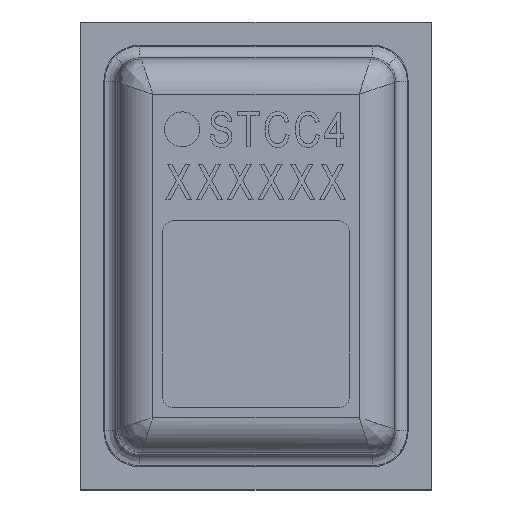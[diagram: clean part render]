
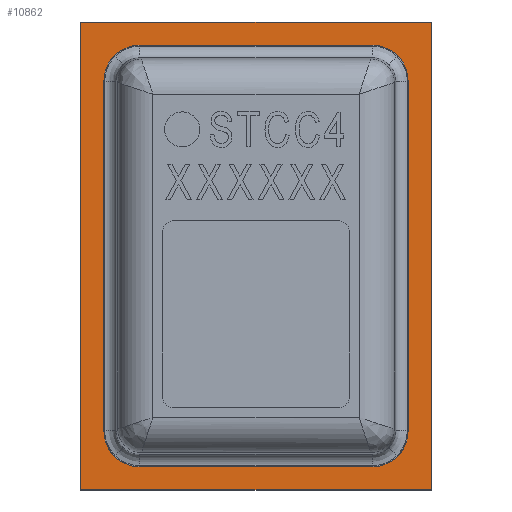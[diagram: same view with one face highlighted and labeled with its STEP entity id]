
A CAD part, top view. The second image highlights one B-rep face of the part: STEP entity #10862.
In plain terms, the highlighted planar face has unit normal (0, 0, 1).
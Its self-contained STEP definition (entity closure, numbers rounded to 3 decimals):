
#68 = VECTOR ( 'NONE', #1259, 1000. ) ;
#890 = DIRECTION ( 'NONE',  ( 0., 0., -1. ) ) ;
#1259 = DIRECTION ( 'NONE',  ( 1., 0., 0. ) ) ;
#1419 = EDGE_CURVE ( 'NONE', #5645, #4011, #5891, .T. ) ;
#1623 = DIRECTION ( 'NONE',  ( 0., -1., 0. ) ) ;
#2104 = ORIENTED_EDGE ( 'NONE', *, *, #18450, .T. ) ;
#2362 = PLANE ( 'NONE',  #10312 ) ;
#2547 = CARTESIAN_POINT ( 'NONE',  ( 0., 0., 0.23 ) ) ;
#2989 = VECTOR ( 'NONE', #1623, 1000. ) ;
#3020 = CARTESIAN_POINT ( 'NONE',  ( 284.353, 181.356, 0.23 ) ) ;
#4011 = VERTEX_POINT ( 'NONE', #8028 ) ;
#4291 = EDGE_CURVE ( 'NONE', #4011, #4780, #15849, .T. ) ;
#4780 = VERTEX_POINT ( 'NONE', #18821 ) ;
#5395 = FACE_OUTER_BOUND ( 'NONE', #15621, .T. ) ;
#5645 = VERTEX_POINT ( 'NONE', #7750 ) ;
#5788 = CARTESIAN_POINT ( 'NONE',  ( 287.353, 181.356, 0.23 ) ) ;
#5891 = LINE ( 'NONE', #16516, #8950 ) ;
#6892 = DIRECTION ( 'NONE',  ( -1., 0., 0. ) ) ;
#7320 = EDGE_CURVE ( 'NONE', #4780, #18428, #12530, .T. ) ;
#7680 = LINE ( 'NONE', #5788, #68 ) ;
#7750 = CARTESIAN_POINT ( 'NONE',  ( 287.353, 181.356, 0.23 ) ) ;
#8028 = CARTESIAN_POINT ( 'NONE',  ( 287.353, 185.356, 0.23 ) ) ;
#8197 = DIRECTION ( 'NONE',  ( -1., 0., 0. ) ) ;
#8572 = CARTESIAN_POINT ( 'NONE',  ( 284.353, 181.356, 0.23 ) ) ;
#8950 = VECTOR ( 'NONE', #11858, 1000. ) ;
#10312 = AXIS2_PLACEMENT_3D ( 'NONE', #2547, #890, #6892 ) ;
#10862 = ADVANCED_FACE ( 'NONE', ( #5395 ), #2362, .F. ) ;
#11101 = VECTOR ( 'NONE', #8197, 1000. ) ;
#11858 = DIRECTION ( 'NONE',  ( 0., 1., 0. ) ) ;
#12101 = ORIENTED_EDGE ( 'NONE', *, *, #7320, .T. ) ;
#12530 = LINE ( 'NONE', #3020, #2989 ) ;
#13138 = ORIENTED_EDGE ( 'NONE', *, *, #4291, .T. ) ;
#14186 = CARTESIAN_POINT ( 'NONE',  ( 284.353, 185.356, 0.23 ) ) ;
#15621 = EDGE_LOOP ( 'NONE', ( #2104, #18360, #13138, #12101 ) ) ;
#15849 = LINE ( 'NONE', #14186, #11101 ) ;
#16516 = CARTESIAN_POINT ( 'NONE',  ( 287.353, 185.356, 0.23 ) ) ;
#18360 = ORIENTED_EDGE ( 'NONE', *, *, #1419, .T. ) ;
#18428 = VERTEX_POINT ( 'NONE', #8572 ) ;
#18450 = EDGE_CURVE ( 'NONE', #18428, #5645, #7680, .T. ) ;
#18821 = CARTESIAN_POINT ( 'NONE',  ( 284.353, 185.356, 0.23 ) ) ;
